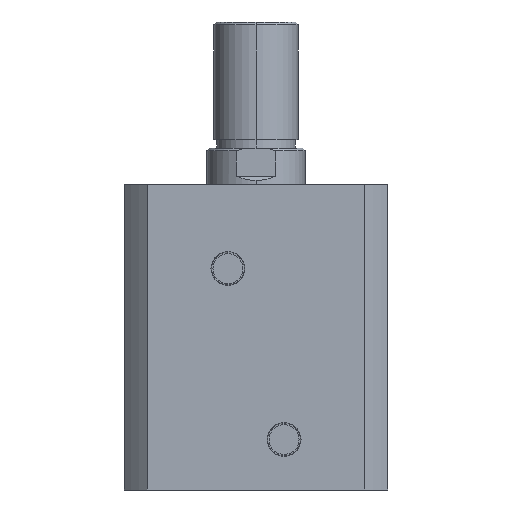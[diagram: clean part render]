
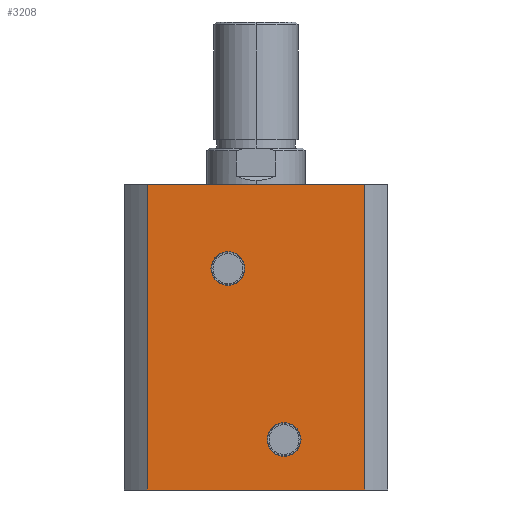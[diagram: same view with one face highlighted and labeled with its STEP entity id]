
A CAD part, left-side view. The second image highlights one B-rep face of the part: STEP entity #3208.
In plain terms, the highlighted planar face has unit normal (-1, 0, 0).
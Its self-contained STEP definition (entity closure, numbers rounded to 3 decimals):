
#290 = CIRCLE ( 'NONE', #2363, 6.06 ) ;
#340 = LINE ( 'NONE', #3533, #342 ) ;
#342 = VECTOR ( 'NONE', #3534, 1000. ) ;
#389 = CIRCLE ( 'NONE', #2426, 6.06 ) ;
#478 = CARTESIAN_POINT ( 'NONE',  ( -47., 10., 79. ) ) ;
#479 = DIRECTION ( 'NONE',  ( -1., 0., 0. ) ) ;
#480 = DIRECTION ( 'NONE',  ( 0., 0., 1. ) ) ;
#548 = CARTESIAN_POINT ( 'NONE',  ( -47., 10., 72.94 ) ) ;
#555 = CARTESIAN_POINT ( 'NONE',  ( -47., -10., 11.94 ) ) ;
#559 = CARTESIAN_POINT ( 'NONE',  ( -47., -10., 24.06 ) ) ;
#564 = CARTESIAN_POINT ( 'NONE',  ( -47., 10., 85.06 ) ) ;
#609 = DIRECTION ( 'NONE',  ( 1., 0., 0. ) ) ;
#615 = CARTESIAN_POINT ( 'NONE',  ( -47., 0., 109. ) ) ;
#617 = PLANE ( 'NONE',  #3499 ) ;
#619 = DIRECTION ( 'NONE',  ( 0., 1., 0. ) ) ;
#690 = EDGE_CURVE ( 'NONE', #1893, #1884, #1719, .T. ) ;
#695 = EDGE_CURVE ( 'NONE', #1664, #1674, #1732, .T. ) ;
#702 = EDGE_CURVE ( 'NONE', #2936, #2932, #1743, .T. ) ;
#754 = EDGE_CURVE ( 'NONE', #1884, #1674, #960, .T. ) ;
#789 = EDGE_CURVE ( 'NONE', #2925, #2941, #1014, .T. ) ;
#822 = EDGE_CURVE ( 'NONE', #2932, #2936, #290, .T. ) ;
#856 = EDGE_CURVE ( 'NONE', #1893, #1664, #340, .T. ) ;
#960 = LINE ( 'NONE', #3709, #963 ) ;
#963 = VECTOR ( 'NONE', #3711, 1000. ) ;
#1014 = CIRCLE ( 'NONE', #2315, 6.06 ) ;
#1282 = ORIENTED_EDGE ( 'NONE', *, *, #2370, .F. ) ;
#1306 = ORIENTED_EDGE ( 'NONE', *, *, #702, .F. ) ;
#1664 = VERTEX_POINT ( 'NONE', #2988 ) ;
#1674 = VERTEX_POINT ( 'NONE', #2998 ) ;
#1719 = LINE ( 'NONE', #2870, #1728 ) ;
#1728 = VECTOR ( 'NONE', #2877, 1000. ) ;
#1732 = LINE ( 'NONE', #2532, #1735 ) ;
#1735 = VECTOR ( 'NONE', #2536, 1000. ) ;
#1743 = CIRCLE ( 'NONE', #2333, 6.06 ) ;
#1809 = ORIENTED_EDGE ( 'NONE', *, *, #695, .T. ) ;
#1810 = ORIENTED_EDGE ( 'NONE', *, *, #690, .F. ) ;
#1814 = ORIENTED_EDGE ( 'NONE', *, *, #822, .F. ) ;
#1819 = ORIENTED_EDGE ( 'NONE', *, *, #754, .F. ) ;
#1825 = ORIENTED_EDGE ( 'NONE', *, *, #789, .F. ) ;
#1882 = ORIENTED_EDGE ( 'NONE', *, *, #856, .T. ) ;
#1884 = VERTEX_POINT ( 'NONE', #3009 ) ;
#1893 = VERTEX_POINT ( 'NONE', #3016 ) ;
#2006 = FACE_BOUND ( 'NONE', #2637, .T. ) ;
#2007 = FACE_OUTER_BOUND ( 'NONE', #2626, .T. ) ;
#2009 = FACE_BOUND ( 'NONE', #2472, .T. ) ;
#2315 = AXIS2_PLACEMENT_3D ( 'NONE', #478, #479, #480 ) ;
#2333 = AXIS2_PLACEMENT_3D ( 'NONE', #2556, #2557, #2558 ) ;
#2363 = AXIS2_PLACEMENT_3D ( 'NONE', #3783, #3784, #3785 ) ;
#2370 = EDGE_CURVE ( 'NONE', #2941, #2925, #389, .T. ) ;
#2426 = AXIS2_PLACEMENT_3D ( 'NONE', #3034, #3035, #3036 ) ;
#2472 = EDGE_LOOP ( 'NONE', ( #1306, #1814 ) ) ;
#2532 = CARTESIAN_POINT ( 'NONE',  ( -47., 0., 0. ) ) ;
#2536 = DIRECTION ( 'NONE',  ( 0., -1., 0. ) ) ;
#2556 = CARTESIAN_POINT ( 'NONE',  ( -47., -10., 18. ) ) ;
#2557 = DIRECTION ( 'NONE',  ( -1., 0., 0. ) ) ;
#2558 = DIRECTION ( 'NONE',  ( 0., 0., 1. ) ) ;
#2626 = EDGE_LOOP ( 'NONE', ( #1809, #1819, #1810, #1882 ) ) ;
#2637 = EDGE_LOOP ( 'NONE', ( #1282, #1825 ) ) ;
#2870 = CARTESIAN_POINT ( 'NONE',  ( -47., 0., 109. ) ) ;
#2877 = DIRECTION ( 'NONE',  ( 0., -1., 0. ) ) ;
#2925 = VERTEX_POINT ( 'NONE', #548 ) ;
#2932 = VERTEX_POINT ( 'NONE', #555 ) ;
#2936 = VERTEX_POINT ( 'NONE', #559 ) ;
#2941 = VERTEX_POINT ( 'NONE', #564 ) ;
#2988 = CARTESIAN_POINT ( 'NONE',  ( -47., 38.884, 0. ) ) ;
#2998 = CARTESIAN_POINT ( 'NONE',  ( -47., -38.884, 0. ) ) ;
#3009 = CARTESIAN_POINT ( 'NONE',  ( -47., -38.884, 109. ) ) ;
#3016 = CARTESIAN_POINT ( 'NONE',  ( -47., 38.884, 109. ) ) ;
#3034 = CARTESIAN_POINT ( 'NONE',  ( -47., 10., 79. ) ) ;
#3035 = DIRECTION ( 'NONE',  ( -1., 0., 0. ) ) ;
#3036 = DIRECTION ( 'NONE',  ( 0., 0., 1. ) ) ;
#3208 = ADVANCED_FACE ( 'NONE', ( #2006, #2009, #2007 ), #617, .F. ) ;
#3499 = AXIS2_PLACEMENT_3D ( 'NONE', #615, #609, #619 ) ;
#3533 = CARTESIAN_POINT ( 'NONE',  ( -47., 38.884, 109. ) ) ;
#3534 = DIRECTION ( 'NONE',  ( 0., 0., -1. ) ) ;
#3709 = CARTESIAN_POINT ( 'NONE',  ( -47., -38.884, 109. ) ) ;
#3711 = DIRECTION ( 'NONE',  ( 0., 0., -1. ) ) ;
#3783 = CARTESIAN_POINT ( 'NONE',  ( -47., -10., 18. ) ) ;
#3784 = DIRECTION ( 'NONE',  ( -1., 0., 0. ) ) ;
#3785 = DIRECTION ( 'NONE',  ( 0., 0., 1. ) ) ;
